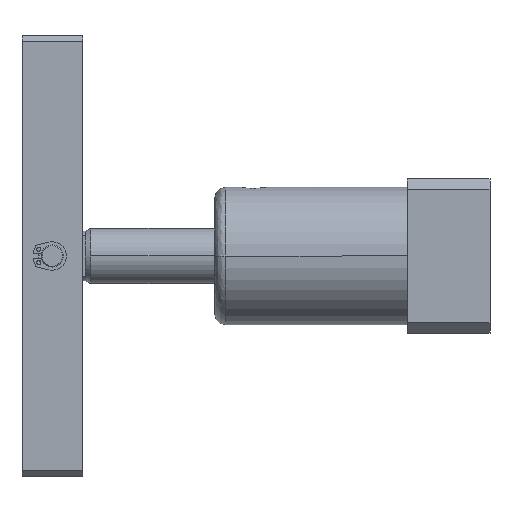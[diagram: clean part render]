
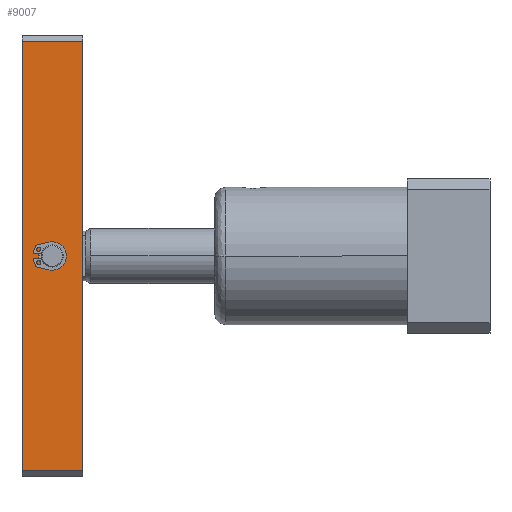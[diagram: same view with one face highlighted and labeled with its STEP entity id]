
A CAD part, left-side view. The second image highlights one B-rep face of the part: STEP entity #9007.
In plain terms, the highlighted face is planar.
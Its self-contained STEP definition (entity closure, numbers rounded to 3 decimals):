
#33 = DIRECTION ( 'NONE',  ( 0., -1., 0. ) ) ;
#845 = EDGE_CURVE ( 'NONE', #3955, #10956, #14064, .T. ) ;
#905 = CARTESIAN_POINT ( 'NONE',  ( 78., 0., 11. ) ) ;
#1785 = CARTESIAN_POINT ( 'NONE',  ( -78., 0., 11. ) ) ;
#2493 = EDGE_CURVE ( 'NONE', #8126, #8845, #5200, .T. ) ;
#3840 = FACE_OUTER_BOUND ( 'NONE', #9918, .T. ) ;
#3906 = VECTOR ( 'NONE', #14012, 1000. ) ;
#3955 = VERTEX_POINT ( 'NONE', #8225 ) ;
#3983 = CARTESIAN_POINT ( 'NONE',  ( 0., 11., 11. ) ) ;
#4138 = EDGE_LOOP ( 'NONE', ( #10985, #8700 ) ) ;
#4313 = LINE ( 'NONE', #6121, #3906 ) ;
#4383 = ORIENTED_EDGE ( 'NONE', *, *, #17004, .T. ) ;
#5103 = CARTESIAN_POINT ( 'NONE',  ( -78., 0., 11. ) ) ;
#5200 = LINE ( 'NONE', #9068, #11800 ) ;
#5301 = DIRECTION ( 'NONE',  ( 0., -1., 0. ) ) ;
#5888 = VECTOR ( 'NONE', #15581, 1000. ) ;
#6121 = CARTESIAN_POINT ( 'NONE',  ( -78., 0., 11. ) ) ;
#6448 = EDGE_CURVE ( 'NONE', #8802, #8126, #9287, .T. ) ;
#7760 = DIRECTION ( 'NONE',  ( 1., 0., 0. ) ) ;
#7943 = DIRECTION ( 'NONE',  ( 0., 0., -1. ) ) ;
#8126 = VERTEX_POINT ( 'NONE', #16800 ) ;
#8225 = CARTESIAN_POINT ( 'NONE',  ( 0., 6., 11. ) ) ;
#8700 = ORIENTED_EDGE ( 'NONE', *, *, #12606, .T. ) ;
#8802 = VERTEX_POINT ( 'NONE', #905 ) ;
#8845 = VERTEX_POINT ( 'NONE', #15502 ) ;
#8973 = LINE ( 'NONE', #17027, #5888 ) ;
#9007 = ADVANCED_FACE ( 'NONE', ( #3840, #14771 ), #15665, .T. ) ;
#9068 = CARTESIAN_POINT ( 'NONE',  ( -78., 22., 11. ) ) ;
#9203 = CARTESIAN_POINT ( 'NONE',  ( 0., 16., 11. ) ) ;
#9287 = LINE ( 'NONE', #12552, #12808 ) ;
#9918 = EDGE_LOOP ( 'NONE', ( #13493, #14032, #14634, #4383 ) ) ;
#10956 = VERTEX_POINT ( 'NONE', #9203 ) ;
#10985 = ORIENTED_EDGE ( 'NONE', *, *, #845, .T. ) ;
#11661 = AXIS2_PLACEMENT_3D ( 'NONE', #15840, #7943, #33 ) ;
#11776 = EDGE_CURVE ( 'NONE', #8845, #12182, #8973, .T. ) ;
#11800 = VECTOR ( 'NONE', #16981, 1000. ) ;
#12182 = VERTEX_POINT ( 'NONE', #1785 ) ;
#12456 = AXIS2_PLACEMENT_3D ( 'NONE', #3983, #13217, #5301 ) ;
#12552 = CARTESIAN_POINT ( 'NONE',  ( 78., 0., 11. ) ) ;
#12606 = EDGE_CURVE ( 'NONE', #10956, #3955, #13505, .T. ) ;
#12808 = VECTOR ( 'NONE', #15204, 1000. ) ;
#13217 = DIRECTION ( 'NONE',  ( 0., 0., -1. ) ) ;
#13493 = ORIENTED_EDGE ( 'NONE', *, *, #6448, .T. ) ;
#13505 = CIRCLE ( 'NONE', #11661, 5. ) ;
#13880 = AXIS2_PLACEMENT_3D ( 'NONE', #5103, #16937, #7760 ) ;
#14012 = DIRECTION ( 'NONE',  ( 1., 0., 0. ) ) ;
#14032 = ORIENTED_EDGE ( 'NONE', *, *, #2493, .T. ) ;
#14064 = CIRCLE ( 'NONE', #12456, 5. ) ;
#14634 = ORIENTED_EDGE ( 'NONE', *, *, #11776, .T. ) ;
#14771 = FACE_BOUND ( 'NONE', #4138, .T. ) ;
#15204 = DIRECTION ( 'NONE',  ( 0., 1., 0. ) ) ;
#15502 = CARTESIAN_POINT ( 'NONE',  ( -78., 22., 11. ) ) ;
#15581 = DIRECTION ( 'NONE',  ( 0., -1., 0. ) ) ;
#15665 = PLANE ( 'NONE',  #13880 ) ;
#15840 = CARTESIAN_POINT ( 'NONE',  ( 0., 11., 11. ) ) ;
#16800 = CARTESIAN_POINT ( 'NONE',  ( 78., 22., 11. ) ) ;
#16937 = DIRECTION ( 'NONE',  ( 0., 0., 1. ) ) ;
#16981 = DIRECTION ( 'NONE',  ( -1., 0., 0. ) ) ;
#17004 = EDGE_CURVE ( 'NONE', #12182, #8802, #4313, .T. ) ;
#17027 = CARTESIAN_POINT ( 'NONE',  ( -78., 0., 11. ) ) ;
